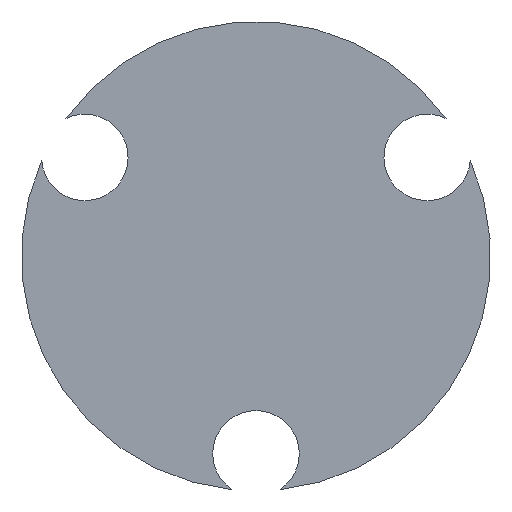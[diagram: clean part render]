
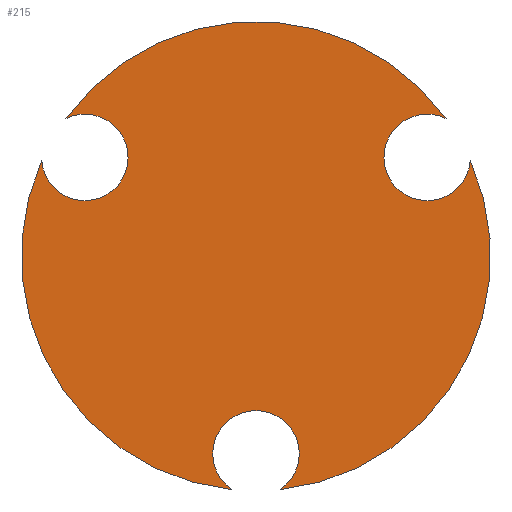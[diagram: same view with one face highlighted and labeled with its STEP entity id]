
A CAD part, front view. The second image highlights one B-rep face of the part: STEP entity #215.
In plain terms, the highlighted planar face has unit normal (0, -1, 0).
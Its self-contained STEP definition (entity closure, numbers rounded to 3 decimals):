
#105=PLANE('',#229);
#107=CIRCLE('',#218,1.75);
#108=CIRCLE('',#220,1.75);
#111=CIRCLE('',#224,1.75);
#113=CIRCLE('',#228,9.5);
#115=VERTEX_POINT('',#265);
#117=VERTEX_POINT('',#269);
#118=VERTEX_POINT('',#273);
#120=VERTEX_POINT('',#276);
#123=VERTEX_POINT('',#283);
#125=VERTEX_POINT('',#287);
#141=EDGE_CURVE('',#115,#117,#107,.T.);
#143=EDGE_CURVE('',#120,#118,#108,.T.);
#149=EDGE_CURVE('',#123,#125,#111,.T.);
#153=EDGE_CURVE('',#123,#118,#113,.T.);
#154=EDGE_CURVE('',#115,#125,#113,.T.);
#155=EDGE_CURVE('',#120,#117,#113,.T.);
#186=ORIENTED_EDGE('',*,*,#141,.T.);
#187=ORIENTED_EDGE('',*,*,#155,.F.);
#188=ORIENTED_EDGE('',*,*,#143,.T.);
#189=ORIENTED_EDGE('',*,*,#153,.F.);
#190=ORIENTED_EDGE('',*,*,#149,.T.);
#191=ORIENTED_EDGE('',*,*,#154,.F.);
#199=EDGE_LOOP('',(#186,#187,#188,#189,#190,#191));
#207=FACE_BOUND('',#199,.T.);
#215=ADVANCED_FACE('',(#207),#105,.T.);
#218=AXIS2_PLACEMENT_3D('',#270,#236,#237);
#220=AXIS2_PLACEMENT_3D('',#275,#241,#242);
#224=AXIS2_PLACEMENT_3D('',#288,#252,#253);
#228=AXIS2_PLACEMENT_3D('',#292,#259,#260);
#229=AXIS2_PLACEMENT_3D('',#293,#261,$);
#236=DIRECTION('',(0.,1.,0.));
#237=DIRECTION('',(1.75,0.,0.));
#241=DIRECTION('',(0.,1.,0.));
#242=DIRECTION('',(1.75,0.,0.));
#252=DIRECTION('',(0.,1.,0.));
#253=DIRECTION('',(1.75,0.,0.));
#259=DIRECTION('',(0.,1.,0.));
#260=DIRECTION('',(-9.5,0.,0.));
#261=DIRECTION('',(0.,-1.,0.));
#265=CARTESIAN_POINT('',(8.674,0.,3.875));
#269=CARTESIAN_POINT('',(7.693,0.,5.574));
#270=CARTESIAN_POINT('',(6.928,0.,4.));
#273=CARTESIAN_POINT('',(-8.674,0.,3.875));
#275=CARTESIAN_POINT('',(-6.928,0.,4.));
#276=CARTESIAN_POINT('',(-7.693,0.,5.574));
#283=CARTESIAN_POINT('',(-0.981,0.,-9.449));
#287=CARTESIAN_POINT('',(0.981,0.,-9.449));
#288=CARTESIAN_POINT('',(0.,0.,-8.));
#292=CARTESIAN_POINT('',(0.,0.,0.));
#293=CARTESIAN_POINT('',(-4.75,0.,0.));
